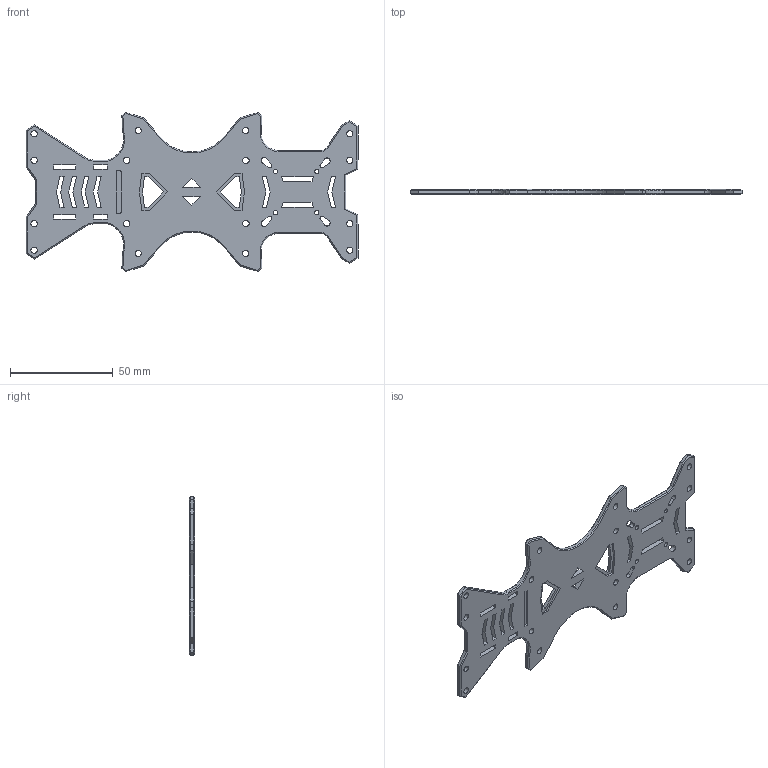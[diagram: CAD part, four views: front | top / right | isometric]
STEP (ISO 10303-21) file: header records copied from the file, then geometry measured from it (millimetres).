
FILE_DESCRIPTION(/* description */ (''),/* implementation_level */ '2;1');
FILE_NAME(/* name */ 'bottom_plate.step',/* time_stamp */ '2023-09-14T17:17:10-03:00',/* author */ (''),/* organization */ (''),/* preprocessor_version */ 'ST-DEVELOPER v20',/* originating_system */ 'Autodesk Translation Framework v12.9.0.99',/* authorisation */ '');
FILE_SCHEMA (('AUTOMOTIVE_DESIGN { 1 0 10303 214 3 1 1 }'));
Length unit declared in the file: millimetre
Products named in the file (2): bottom_plate; base_plate
Assembly tree (1 placements, depth 2):
  bottom_plate
    base_plate
Bounding box: 161.28 x 2.5 x 77.27 mm (x, y, z)
Volume: 17795.3 mm3; surface area: 17509.9 mm2
Topology: 1 solids, 1 shells, 458 faces, 1214 edges, 770 vertices
Faces by surface type: plane 280, bspline 110, cylinder 44, cone 24
Full cylindrical faces by diameter (mm): 2.1 x4, 3.05 x16
Entity records: 15200 total; most frequent: CARTESIAN_POINT 4381, ORIENTED_EDGE 2428, DIRECTION 1792, EDGE_CURVE 1214, LINE 866, VECTOR 866, VERTEX_POINT 770, EDGE_LOOP 550
